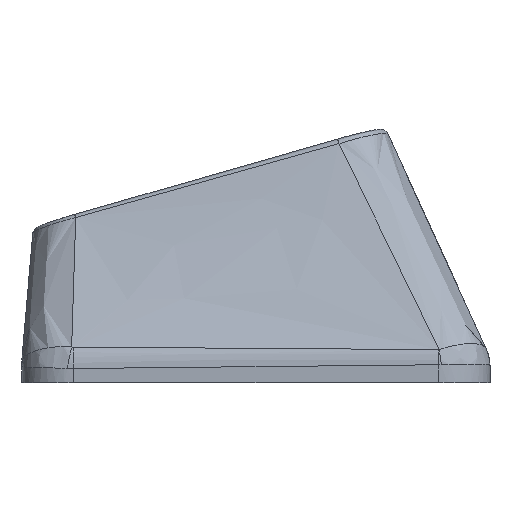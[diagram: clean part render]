
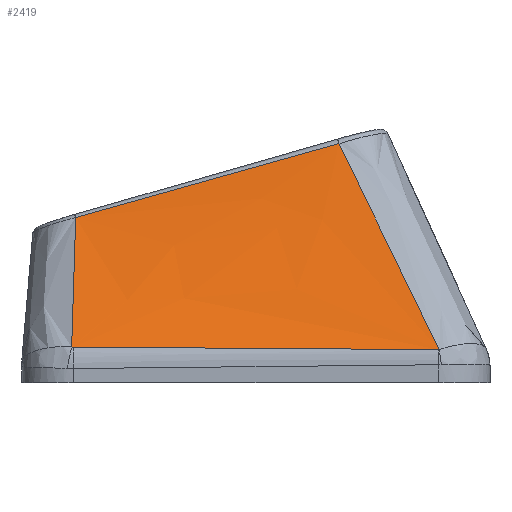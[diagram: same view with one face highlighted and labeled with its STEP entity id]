
A CAD part, left-side view. The second image highlights one B-rep face of the part: STEP entity #2419.
In plain terms, the highlighted free-form (B-spline) face has degree [3, 3] with [4, 4] control points.
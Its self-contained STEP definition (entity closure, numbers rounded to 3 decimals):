
#33=B_SPLINE_SURFACE_WITH_KNOTS('',3,3,((#5417,#5418,#5419,#5420),(#5421,
#5422,#5423,#5424),(#5425,#5426,#5427,#5428),(#5429,#5430,#5431,#5432)),
 .UNSPECIFIED.,.F.,.F.,.F.,(4,4),(4,4),(0.102,0.894),
(0.022,0.967),.UNSPECIFIED.);
#239=FACE_OUTER_BOUND('',#365,.T.);
#365=EDGE_LOOP('',(#2113,#2114,#2115,#2116,#2117,#2118));
#552=B_SPLINE_CURVE_WITH_KNOTS('',3,(#4937,#4938,#4939,#4940),
 .UNSPECIFIED.,.F.,.F.,(4,4),(0.,0.003),
 .UNSPECIFIED.);
#554=B_SPLINE_CURVE_WITH_KNOTS('',3,(#4964,#4965,#4966,#4967),
 .UNSPECIFIED.,.F.,.F.,(4,4),(0.,1.416),.UNSPECIFIED.);
#556=B_SPLINE_CURVE_WITH_KNOTS('',3,(#4991,#4992,#4993,#4994),
 .UNSPECIFIED.,.F.,.F.,(4,4),(0.,0.006),
 .UNSPECIFIED.);
#578=B_SPLINE_CURVE_WITH_KNOTS('',3,(#5407,#5408,#5409,#5410),
 .UNSPECIFIED.,.F.,.F.,(4,4),(-0.622,-0.018),
 .UNSPECIFIED.);
#580=B_SPLINE_CURVE_WITH_KNOTS('',3,(#5434,#5435,#5436,#5437),
 .UNSPECIFIED.,.F.,.F.,(4,4),(0.022,0.973),
 .UNSPECIFIED.);
#581=B_SPLINE_CURVE_WITH_KNOTS('',3,(#5438,#5439,#5440,#5441),
 .UNSPECIFIED.,.F.,.F.,(4,4),(-1.061,0.),.UNSPECIFIED.);
#1098=VERTEX_POINT('',#4896);
#1102=VERTEX_POINT('',#4930);
#1104=VERTEX_POINT('',#4957);
#1106=VERTEX_POINT('',#4984);
#1133=VERTEX_POINT('',#5406);
#1134=VERTEX_POINT('',#5433);
#1434=EDGE_CURVE('',#1098,#1102,#552,.T.);
#1437=EDGE_CURVE('',#1102,#1104,#554,.T.);
#1440=EDGE_CURVE('',#1104,#1106,#556,.T.);
#1481=EDGE_CURVE('',#1106,#1133,#578,.T.);
#1483=EDGE_CURVE('',#1134,#1098,#580,.T.);
#1484=EDGE_CURVE('',#1133,#1134,#581,.T.);
#2113=ORIENTED_EDGE('',*,*,#1440,.F.);
#2114=ORIENTED_EDGE('',*,*,#1437,.F.);
#2115=ORIENTED_EDGE('',*,*,#1434,.F.);
#2116=ORIENTED_EDGE('',*,*,#1483,.F.);
#2117=ORIENTED_EDGE('',*,*,#1484,.F.);
#2118=ORIENTED_EDGE('',*,*,#1481,.F.);
#2419=ADVANCED_FACE('',(#239),#33,.T.);
#4896=CARTESIAN_POINT('',(-20.866,-7.105,0.283));
#4930=CARTESIAN_POINT('',(-20.867,-7.076,0.281));
#4937=CARTESIAN_POINT('Ctrl Pts',(-20.866,-7.105,0.283));
#4938=CARTESIAN_POINT('Ctrl Pts',(-20.866,-7.095,0.282));
#4939=CARTESIAN_POINT('Ctrl Pts',(-20.867,-7.086,0.281));
#4940=CARTESIAN_POINT('Ctrl Pts',(-20.867,-7.076,0.281));
#4957=CARTESIAN_POINT('',(-20.735,7.093,0.378));
#4964=CARTESIAN_POINT('Ctrl Pts',(-20.867,-7.076,0.281));
#4965=CARTESIAN_POINT('Ctrl Pts',(-20.841,-2.355,0.307));
#4966=CARTESIAN_POINT('Ctrl Pts',(-20.808,2.368,0.339));
#4967=CARTESIAN_POINT('Ctrl Pts',(-20.735,7.093,0.378));
#4984=CARTESIAN_POINT('',(-20.731,7.153,0.384));
#4991=CARTESIAN_POINT('Ctrl Pts',(-20.735,7.093,0.378));
#4992=CARTESIAN_POINT('Ctrl Pts',(-20.735,7.113,0.378));
#4993=CARTESIAN_POINT('Ctrl Pts',(-20.733,7.133,0.38));
#4994=CARTESIAN_POINT('Ctrl Pts',(-20.731,7.153,0.384));
#5406=CARTESIAN_POINT('',(-17.416,6.996,5.404));
#5407=CARTESIAN_POINT('Ctrl Pts',(-20.731,7.153,0.384));
#5408=CARTESIAN_POINT('Ctrl Pts',(-19.617,7.082,2.053));
#5409=CARTESIAN_POINT('Ctrl Pts',(-18.513,7.026,3.727));
#5410=CARTESIAN_POINT('Ctrl Pts',(-17.416,6.996,5.404));
#5417=CARTESIAN_POINT('Ctrl Pts',(-17.4,-3.656,8.393));
#5418=CARTESIAN_POINT('Ctrl Pts',(-18.556,-4.806,5.689));
#5419=CARTESIAN_POINT('Ctrl Pts',(-19.711,-5.956,2.985));
#5420=CARTESIAN_POINT('Ctrl Pts',(-20.867,-7.105,0.281));
#5421=CARTESIAN_POINT('Ctrl Pts',(-17.4,-0.041,
7.386));
#5422=CARTESIAN_POINT('Ctrl Pts',(-18.556,-0.811,
5.007));
#5423=CARTESIAN_POINT('Ctrl Pts',(-19.711,-1.582,2.627));
#5424=CARTESIAN_POINT('Ctrl Pts',(-20.867,-2.353,0.247));
#5425=CARTESIAN_POINT('Ctrl Pts',(-17.4,3.575,6.38));
#5426=CARTESIAN_POINT('Ctrl Pts',(-18.556,3.183,4.324));
#5427=CARTESIAN_POINT('Ctrl Pts',(-19.711,2.791,2.269));
#5428=CARTESIAN_POINT('Ctrl Pts',(-20.867,2.4,0.214));
#5429=CARTESIAN_POINT('Ctrl Pts',(-17.4,7.19,5.373));
#5430=CARTESIAN_POINT('Ctrl Pts',(-18.556,7.177,3.642));
#5431=CARTESIAN_POINT('Ctrl Pts',(-19.711,7.165,1.911));
#5432=CARTESIAN_POINT('Ctrl Pts',(-20.867,7.152,0.18));
#5433=CARTESIAN_POINT('',(-17.4,-3.22,8.271));
#5434=CARTESIAN_POINT('Ctrl Pts',(-17.4,-3.22,8.271));
#5435=CARTESIAN_POINT('Ctrl Pts',(-18.573,-4.527,5.619));
#5436=CARTESIAN_POINT('Ctrl Pts',(-19.724,-5.82,2.954));
#5437=CARTESIAN_POINT('Ctrl Pts',(-20.866,-7.105,0.283));
#5438=CARTESIAN_POINT('Ctrl Pts',(-17.416,6.996,5.404));
#5439=CARTESIAN_POINT('Ctrl Pts',(-17.412,3.588,6.352));
#5440=CARTESIAN_POINT('Ctrl Pts',(-17.406,0.184,7.31));
#5441=CARTESIAN_POINT('Ctrl Pts',(-17.4,-3.22,8.271));
